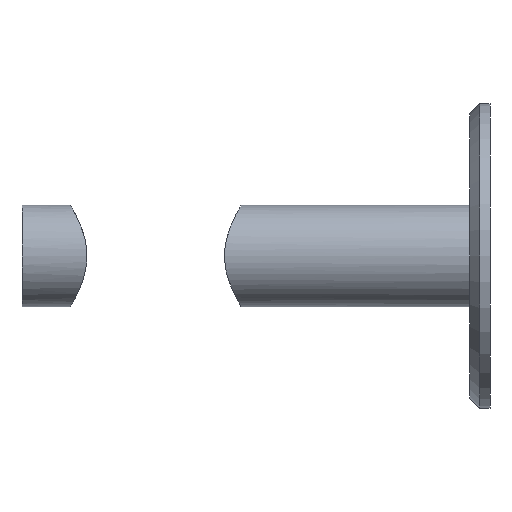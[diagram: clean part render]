
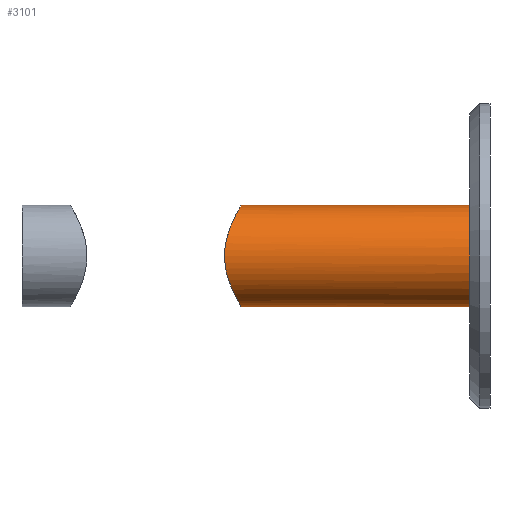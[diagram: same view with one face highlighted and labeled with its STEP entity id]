
A CAD part, left-side view. The second image highlights one B-rep face of the part: STEP entity #3101.
In plain terms, the highlighted cylindrical face has radius 10 mm (diameter 20 mm), a partial arc.
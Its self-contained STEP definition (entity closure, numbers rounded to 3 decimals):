
#347 = AXIS2_PLACEMENT_3D ( 'NONE', #11089, #18206, #9477 ) ;
#435 = VERTEX_POINT ( 'NONE', #17725 ) ;
#448 = CARTESIAN_POINT ( 'NONE',  ( -9.649, 48.036, 2.645 ) ) ;
#584 = CARTESIAN_POINT ( 'NONE',  ( -6.141, 46.149, 7.919 ) ) ;
#638 = CARTESIAN_POINT ( 'NONE',  ( -9.864, 48.189, 1.676 ) ) ;
#699 = CARTESIAN_POINT ( 'NONE',  ( -1.68, 45.081, -9.863 ) ) ;
#1046 = LINE ( 'NONE', #4441, #10344 ) ;
#2047 = CARTESIAN_POINT ( 'NONE',  ( -10., 48.288, 0.337 ) ) ;
#2230 = CARTESIAN_POINT ( 'NONE',  ( -9.734, 48.096, -2.317 ) ) ;
#2357 = CARTESIAN_POINT ( 'NONE',  ( -9.65, 48.037, -2.641 ) ) ;
#2681 = CARTESIAN_POINT ( 'NONE',  ( -6.615, 46.35, -7.506 ) ) ;
#3101 = ADVANCED_FACE ( 'NONE', ( #8424 ), #14124, .T. ) ;
#3314 = AXIS2_PLACEMENT_3D ( 'NONE', #15357, #17277, #15877 ) ;
#3323 = CARTESIAN_POINT ( 'NONE',  ( 0., 45., 10. ) ) ;
#3430 = CARTESIAN_POINT ( 'NONE',  ( -8.655, 47.387, 5.049 ) ) ;
#3470 = ORIENTED_EDGE ( 'NONE', *, *, #16967, .F. ) ;
#3474 = EDGE_CURVE ( 'NONE', #435, #7702, #4158, .T. ) ;
#3562 = CARTESIAN_POINT ( 'NONE',  ( -10., 48.288, -0.671 ) ) ;
#3681 = CARTESIAN_POINT ( 'NONE',  ( -7.938, 46.981, -6.115 ) ) ;
#4132 = CARTESIAN_POINT ( 'NONE',  ( -5.866, 46.052, -8.105 ) ) ;
#4158 = LINE ( 'NONE', #13369, #18276 ) ;
#4395 = CARTESIAN_POINT ( 'NONE',  ( 0., 0., -10. ) ) ;
#4441 = CARTESIAN_POINT ( 'NONE',  ( 0., 50., 10. ) ) ;
#4916 = CARTESIAN_POINT ( 'NONE',  ( -9.732, 48.094, 2.325 ) ) ;
#5029 = CARTESIAN_POINT ( 'NONE',  ( -6.632, 46.352, 7.511 ) ) ;
#5086 = CARTESIAN_POINT ( 'NONE',  ( -8.965, 47.58, -4.478 ) ) ;
#5212 = CARTESIAN_POINT ( 'NONE',  ( -8.653, 47.386, -5.053 ) ) ;
#5239 = CIRCLE ( 'NONE', #3314, 10. ) ;
#5608 = CARTESIAN_POINT ( 'NONE',  ( 0., 0., 10. ) ) ;
#6120 = DIRECTION ( 'NONE',  ( 0., -1., 0. ) ) ;
#6353 = CARTESIAN_POINT ( 'NONE',  ( -9.915, 48.226, 1.347 ) ) ;
#6490 = CARTESIAN_POINT ( 'NONE',  ( -9.34, 47.825, 3.587 ) ) ;
#6550 = CARTESIAN_POINT ( 'NONE',  ( -1.35, 45.051, -9.914 ) ) ;
#6750 = EDGE_CURVE ( 'NONE', #7702, #12854, #5239, .T. ) ;
#7702 = VERTEX_POINT ( 'NONE', #4395 ) ;
#7720 = CARTESIAN_POINT ( 'NONE',  ( -5.337, 45.865, 8.463 ) ) ;
#7775 = CARTESIAN_POINT ( 'NONE',  ( -3.589, 45.384, 9.339 ) ) ;
#7840 = CARTESIAN_POINT ( 'NONE',  ( -0.676, 45., 10. ) ) ;
#8076 = CARTESIAN_POINT ( 'NONE',  ( -6.122, 46.149, -7.913 ) ) ;
#8135 = CARTESIAN_POINT ( 'NONE',  ( 0., 45., -10. ) ) ;
#8424 = FACE_OUTER_BOUND ( 'NONE', #18320, .T. ) ;
#9163 = CARTESIAN_POINT ( 'NONE',  ( -9.454, 47.902, 3.276 ) ) ;
#9338 = CARTESIAN_POINT ( 'NONE',  ( -3.28, 45.319, 9.453 ) ) ;
#9364 = CARTESIAN_POINT ( 'NONE',  ( 0., 45., 10. ) ) ;
#9465 = CARTESIAN_POINT ( 'NONE',  ( -5.061, 45.775, -8.631 ) ) ;
#9477 = DIRECTION ( 'NONE',  ( 0., 0., -1. ) ) ;
#9524 = CARTESIAN_POINT ( 'NONE',  ( -2.653, 45.197, -9.664 ) ) ;
#10344 = VECTOR ( 'NONE', #11693, 1000. ) ;
#10722 = CARTESIAN_POINT ( 'NONE',  ( -9.983, 48.275, 0.678 ) ) ;
#10841 = CARTESIAN_POINT ( 'NONE',  ( -5.336, 45.865, -8.464 ) ) ;
#11089 = CARTESIAN_POINT ( 'NONE',  ( 0., 50., 0. ) ) ;
#11334 = CARTESIAN_POINT ( 'NONE',  ( -7.534, 46.77, -6.607 ) ) ;
#11693 = DIRECTION ( 'NONE',  ( 0., -1., 0. ) ) ;
#12225 = CARTESIAN_POINT ( 'NONE',  ( -4.192, 45.527, 9.085 ) ) ;
#12289 = CARTESIAN_POINT ( 'NONE',  ( -4.49, 45.607, -8.941 ) ) ;
#12354 = CARTESIAN_POINT ( 'NONE',  ( -9.456, 47.903, -3.271 ) ) ;
#12430 = ORIENTED_EDGE ( 'NONE', *, *, #6750, .T. ) ;
#12760 = ORIENTED_EDGE ( 'NONE', *, *, #12806, .T. ) ;
#12806 = EDGE_CURVE ( 'NONE', #15451, #435, #17003, .T. ) ;
#12854 = VERTEX_POINT ( 'NONE', #5608 ) ;
#13369 = CARTESIAN_POINT ( 'NONE',  ( 0., 50., -10. ) ) ;
#13483 = CARTESIAN_POINT ( 'NONE',  ( -1.34, 45.04, 9.932 ) ) ;
#13610 = CARTESIAN_POINT ( 'NONE',  ( -7.533, 46.769, 6.608 ) ) ;
#13676 = CARTESIAN_POINT ( 'NONE',  ( -2.644, 45.206, 9.65 ) ) ;
#13742 = CARTESIAN_POINT ( 'NONE',  ( -7.943, 46.984, 6.108 ) ) ;
#13805 = CARTESIAN_POINT ( 'NONE',  ( -6.853, 46.455, -7.29 ) ) ;
#13861 = CARTESIAN_POINT ( 'NONE',  ( -0.68, 45.01, -9.983 ) ) ;
#14124 = CYLINDRICAL_SURFACE ( 'NONE', #347, 10. ) ;
#14886 = ORIENTED_EDGE ( 'NONE', *, *, #3474, .T. ) ;
#14964 = CARTESIAN_POINT ( 'NONE',  ( -5.057, 45.774, 8.633 ) ) ;
#15137 = CARTESIAN_POINT ( 'NONE',  ( -4.486, 45.605, 8.943 ) ) ;
#15357 = CARTESIAN_POINT ( 'NONE',  ( 0., 0., 0. ) ) ;
#15389 = CARTESIAN_POINT ( 'NONE',  ( -4.193, 45.527, -9.084 ) ) ;
#15451 = VERTEX_POINT ( 'NONE', #9364 ) ;
#15877 = DIRECTION ( 'NONE',  ( 0., 0., 1. ) ) ;
#16431 = CARTESIAN_POINT ( 'NONE',  ( -2.318, 45.157, 9.733 ) ) ;
#16615 = CARTESIAN_POINT ( 'NONE',  ( -8.96, 47.577, 4.487 ) ) ;
#16674 = CARTESIAN_POINT ( 'NONE',  ( -9.933, 48.238, -1.334 ) ) ;
#16967 = EDGE_CURVE ( 'NONE', #15451, #12854, #1046, .T. ) ;
#17003 = B_SPLINE_CURVE_WITH_KNOTS ( 'NONE', 3,
 ( #3323, #7840, #13483, #16431, #13676, #9338, #7775, #12225, #15137, #14964, #7720, #584, #5029, #13610, #13742, #3430, #16615, #6490, #9163, #448, #4916, #638, #6353, #10722, #2047, #3562, #16674, #2230, #2357, #12354, #17178, #5086, #5212, #3681, #11334, #13805, #2681, #8076, #4132, #10841, #9465, #12289, #15389, #18661, #9524, #699, #6550, #13861, #18261, #8135 ),
 .UNSPECIFIED., .F., .F.,
 ( 4, 2, 2, 2, 2, 2, 2, 2, 2, 2, 2, 2, 2, 2, 2, 2, 2, 2, 2, 2, 2, 2, 2, 2, 4 ),
 ( 0.032, 0.034, 0.035, 0.036, 0.037, 0.038, 0.04, 0.042, 0.044, 0.045, 0.046, 0.047, 0.048, 0.05, 0.051, 0.052, 0.054, 0.056, 0.057, 0.058, 0.059, 0.06, 0.062, 0.063, 0.064 ),
 .UNSPECIFIED. ) ;
#17178 = CARTESIAN_POINT ( 'NONE',  ( -9.344, 47.827, -3.578 ) ) ;
#17277 = DIRECTION ( 'NONE',  ( 0., 1., 0. ) ) ;
#17725 = CARTESIAN_POINT ( 'NONE',  ( 0., 45., -10. ) ) ;
#18206 = DIRECTION ( 'NONE',  ( 0., -1., 0. ) ) ;
#18261 = CARTESIAN_POINT ( 'NONE',  ( -0.339, 45., -10. ) ) ;
#18276 = VECTOR ( 'NONE', #6120, 1000. ) ;
#18320 = EDGE_LOOP ( 'NONE', ( #3470, #12760, #14886, #12430 ) ) ;
#18661 = CARTESIAN_POINT ( 'NONE',  ( -3.281, 45.311, -9.47 ) ) ;
